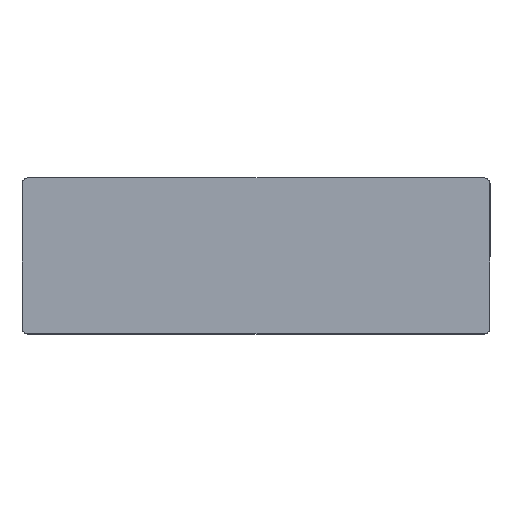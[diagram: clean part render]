
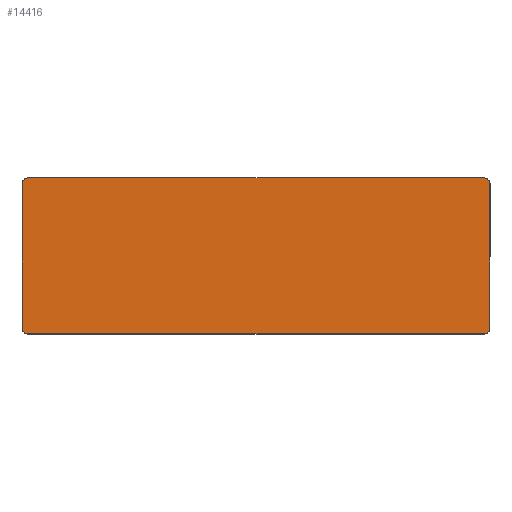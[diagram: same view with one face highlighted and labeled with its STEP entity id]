
A CAD part, top view. The second image highlights one B-rep face of the part: STEP entity #14416.
In plain terms, the highlighted planar face has unit normal (0, 0, 1).
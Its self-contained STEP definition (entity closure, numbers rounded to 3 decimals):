
#262 = DIRECTION ( 'NONE',  ( 0., 0., 1. ) ) ;
#483 = LINE ( 'NONE', #15960, #5158 ) ;
#629 = VERTEX_POINT ( 'NONE', #26049 ) ;
#665 = VERTEX_POINT ( 'NONE', #1123 ) ;
#766 = ORIENTED_EDGE ( 'NONE', *, *, #7103, .T. ) ;
#774 = AXIS2_PLACEMENT_3D ( 'NONE', #18539, #27542, #12186 ) ;
#1123 = CARTESIAN_POINT ( 'NONE',  ( -485.367, 8.969, -350.001 ) ) ;
#2127 = VERTEX_POINT ( 'NONE', #4668 ) ;
#3016 = CARTESIAN_POINT ( 'NONE',  ( -496.367, 297.969, -350.001 ) ) ;
#3038 = VECTOR ( 'NONE', #3997, 1000. ) ;
#3137 = CIRCLE ( 'NONE', #774, 11. ) ;
#3269 = DIRECTION ( 'NONE',  ( 0., -1., 0. ) ) ;
#3997 = DIRECTION ( 'NONE',  ( 0., -1., 0. ) ) ;
#4668 = CARTESIAN_POINT ( 'NONE',  ( 392.633, 8.969, -350.001 ) ) ;
#5158 = VECTOR ( 'NONE', #9479, 1000. ) ;
#5437 = DIRECTION ( 'NONE',  ( 0., 0., 1. ) ) ;
#5545 = ORIENTED_EDGE ( 'NONE', *, *, #27671, .T. ) ;
#5585 = CARTESIAN_POINT ( 'NONE',  ( 403.633, -2.031, -350.001 ) ) ;
#5648 = VERTEX_POINT ( 'NONE', #5585 ) ;
#5836 = VECTOR ( 'NONE', #15493, 1000. ) ;
#6215 = CARTESIAN_POINT ( 'NONE',  ( -496.367, -2.031, -350.001 ) ) ;
#6361 = CARTESIAN_POINT ( 'NONE',  ( 403.633, -280.031, -350.001 ) ) ;
#6470 = VERTEX_POINT ( 'NONE', #6215 ) ;
#6529 = CIRCLE ( 'NONE', #20170, 11. ) ;
#6537 = CIRCLE ( 'NONE', #27285, 11. ) ;
#6771 = CARTESIAN_POINT ( 'NONE',  ( 392.633, -2.031, -350.001 ) ) ;
#7091 = CARTESIAN_POINT ( 'NONE',  ( -485.367, -291.031, -350.001 ) ) ;
#7103 = EDGE_CURVE ( 'NONE', #629, #8199, #3137, .T. ) ;
#7765 = CARTESIAN_POINT ( 'NONE',  ( 403.633, 297.969, -350.001 ) ) ;
#7941 = ORIENTED_EDGE ( 'NONE', *, *, #25688, .T. ) ;
#8098 = DIRECTION ( 'NONE',  ( 0., 1., 0. ) ) ;
#8199 = VERTEX_POINT ( 'NONE', #6361 ) ;
#9479 = DIRECTION ( 'NONE',  ( -1., 0., 0. ) ) ;
#9526 = ORIENTED_EDGE ( 'NONE', *, *, #23797, .T. ) ;
#9845 = DIRECTION ( 'NONE',  ( 0., 1., 0. ) ) ;
#12186 = DIRECTION ( 'NONE',  ( 0., 1., 0. ) ) ;
#13594 = VECTOR ( 'NONE', #9845, 1000. ) ;
#13826 = DIRECTION ( 'NONE',  ( 0., 1., 0. ) ) ;
#14037 = ORIENTED_EDGE ( 'NONE', *, *, #22027, .T. ) ;
#14416 = ADVANCED_FACE ( 'NONE', ( #27902 ), #16818, .T. ) ;
#15204 = LINE ( 'NONE', #3016, #3038 ) ;
#15493 = DIRECTION ( 'NONE',  ( 1., 0., 0. ) ) ;
#15960 = CARTESIAN_POINT ( 'NONE',  ( 492.633, 8.969, -350.001 ) ) ;
#16783 = DIRECTION ( 'NONE',  ( 0., 1., 0. ) ) ;
#16818 = PLANE ( 'NONE',  #27294 ) ;
#18075 = AXIS2_PLACEMENT_3D ( 'NONE', #19009, #28011, #8098 ) ;
#18165 = EDGE_LOOP ( 'NONE', ( #5545, #25133, #7941, #766, #14037, #26057, #9526, #23920 ) ) ;
#18539 = CARTESIAN_POINT ( 'NONE',  ( 392.633, -280.031, -350.001 ) ) ;
#19008 = CARTESIAN_POINT ( 'NONE',  ( -485.367, -280.031, -350.001 ) ) ;
#19009 = CARTESIAN_POINT ( 'NONE',  ( -485.367, -2.031, -350.001 ) ) ;
#20170 = AXIS2_PLACEMENT_3D ( 'NONE', #6771, #262, #13826 ) ;
#20418 = EDGE_CURVE ( 'NONE', #23058, #25874, #6537, .T. ) ;
#21044 = LINE ( 'NONE', #7765, #13594 ) ;
#21909 = EDGE_CURVE ( 'NONE', #5648, #2127, #6529, .T. ) ;
#21944 = DIRECTION ( 'NONE',  ( 0., 0., 1. ) ) ;
#21987 = LINE ( 'NONE', #26421, #5836 ) ;
#22027 = EDGE_CURVE ( 'NONE', #8199, #5648, #21044, .T. ) ;
#23058 = VERTEX_POINT ( 'NONE', #26094 ) ;
#23459 = CARTESIAN_POINT ( 'NONE',  ( 492.633, 297.969, -350.001 ) ) ;
#23797 = EDGE_CURVE ( 'NONE', #2127, #665, #483, .T. ) ;
#23920 = ORIENTED_EDGE ( 'NONE', *, *, #26008, .T. ) ;
#25133 = ORIENTED_EDGE ( 'NONE', *, *, #20418, .T. ) ;
#25688 = EDGE_CURVE ( 'NONE', #25874, #629, #21987, .T. ) ;
#25874 = VERTEX_POINT ( 'NONE', #7091 ) ;
#26008 = EDGE_CURVE ( 'NONE', #665, #6470, #28467, .T. ) ;
#26049 = CARTESIAN_POINT ( 'NONE',  ( 392.633, -291.031, -350.001 ) ) ;
#26057 = ORIENTED_EDGE ( 'NONE', *, *, #21909, .T. ) ;
#26094 = CARTESIAN_POINT ( 'NONE',  ( -496.367, -280.031, -350.001 ) ) ;
#26421 = CARTESIAN_POINT ( 'NONE',  ( 492.633, -291.031, -350.001 ) ) ;
#27285 = AXIS2_PLACEMENT_3D ( 'NONE', #19008, #5437, #16783 ) ;
#27294 = AXIS2_PLACEMENT_3D ( 'NONE', #23459, #21944, #3269 ) ;
#27542 = DIRECTION ( 'NONE',  ( 0., 0., 1. ) ) ;
#27671 = EDGE_CURVE ( 'NONE', #6470, #23058, #15204, .T. ) ;
#27902 = FACE_OUTER_BOUND ( 'NONE', #18165, .T. ) ;
#28011 = DIRECTION ( 'NONE',  ( 0., 0., 1. ) ) ;
#28467 = CIRCLE ( 'NONE', #18075, 11. ) ;
